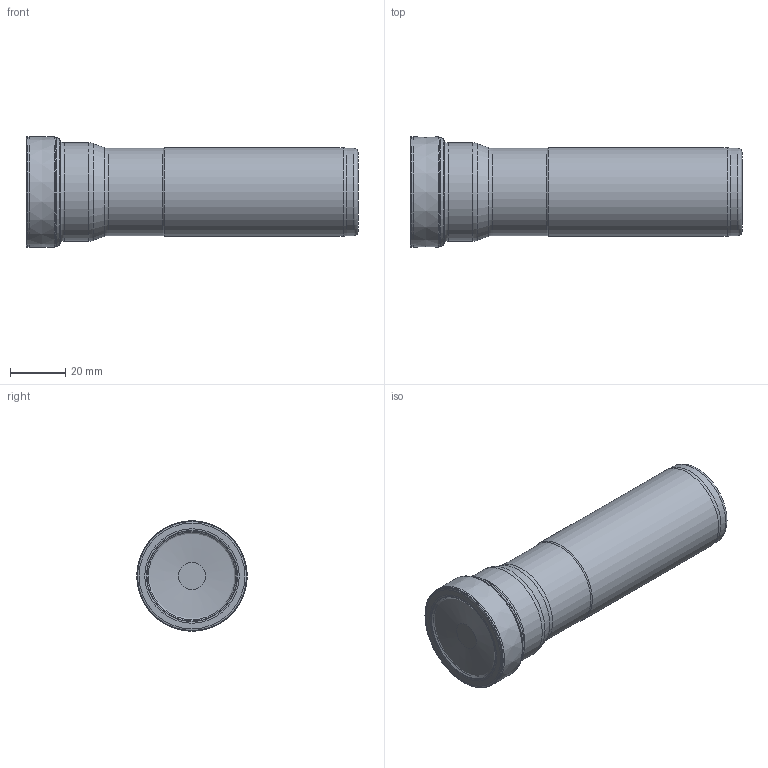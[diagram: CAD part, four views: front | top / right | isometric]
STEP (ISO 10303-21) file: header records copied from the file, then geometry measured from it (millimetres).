
FILE_DESCRIPTION(/* description */ (''),/* implementation_level */ '2;1');
FILE_NAME(/* name */ 'AEM90-TNG16-D40-W32-L120-Z04-H.stp',/* time_stamp */ '2023-10-27T09:42:29+03:00',/* author */ (''),/* organization */ (''),/* preprocessor_version */ 'ST-DEVELOPER v19.4',/* originating_system */ 'SIEMENS PLM Software NX2306.3001',/* authorisation */ '');
FILE_SCHEMA (('AUTOMOTIVE_DESIGN { 1 0 10303 214 3 1 1 1 }'));
Length unit declared in the file: millimetre
Products named in the file (1): AEM90-TNG16-D40-W32-L120-Z04-H
Bounding box: 120 x 39.99 x 39.99 mm (x, y, z)
Volume: 110363.2 mm3; surface area: 17884.5 mm2
Topology: 2 solids, 2 shells, 42 faces, 81 edges, 41 vertices
Faces by surface type: cone 19, revolution 10, torus 6, cylinder 5, plane 2
Full cylindrical faces by diameter (mm): 31.5 x2, 32 x1, 35.5 x1, 38.1 x1
Entity records: 1034 total; most frequent: CARTESIAN_POINT 165, DIRECTION 158, EDGE_LOOP 82, ORIENTED_EDGE 82, FACE_BOUND 80, AXIS2_PLACEMENT_3D 74, ADVANCED_FACE 42, VERTEX_POINT 41
